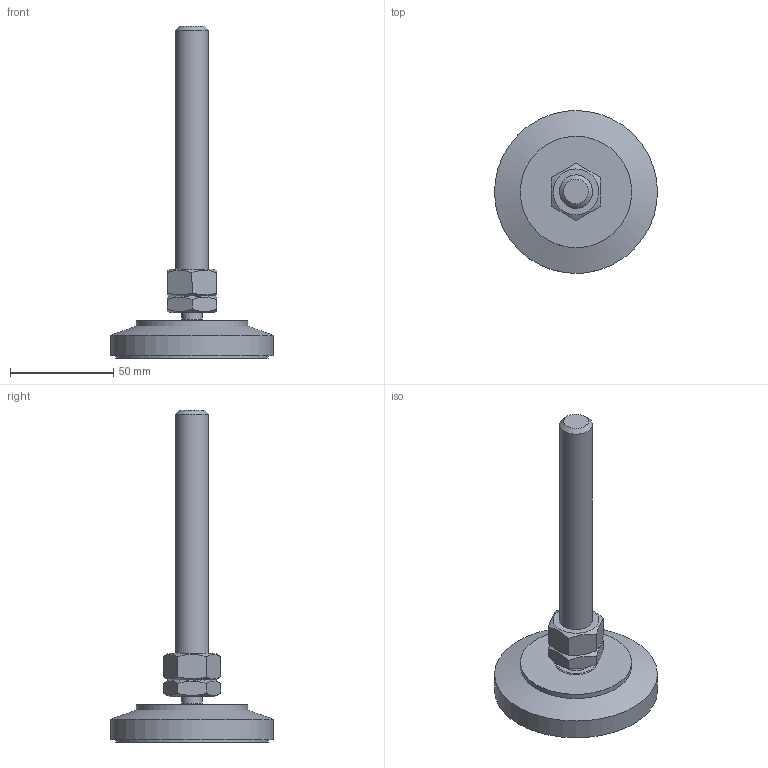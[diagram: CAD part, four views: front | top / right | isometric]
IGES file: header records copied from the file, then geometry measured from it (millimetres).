
Global section: file name: SF0481V; native system: Autodesk Inventor 2015; preprocessor: unknown; date: 20160104.113947; units: millimetre
Bounding box: 79 x 79 x 161.03 mm (x, y, z)
Volume: 109279 mm3; surface area: 36082.7 mm2
Topology: 5 solids, 5 shells, 57 faces, 136 edges, 95 vertices
Faces by surface type: bspline 57
